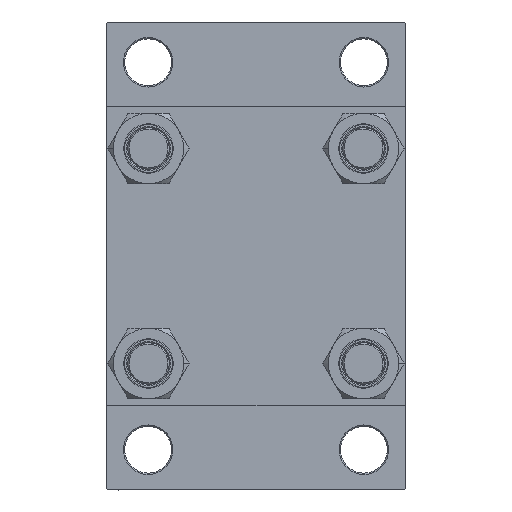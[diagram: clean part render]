
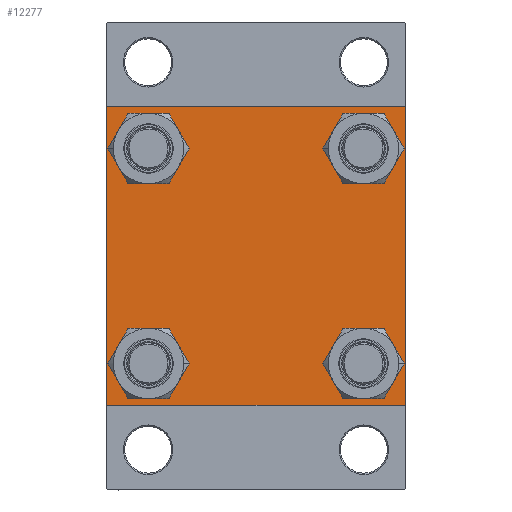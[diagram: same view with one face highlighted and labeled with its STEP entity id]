
A CAD part, left-side view. The second image highlights one B-rep face of the part: STEP entity #12277.
In plain terms, the highlighted planar face has unit normal (-1, 0, 0).
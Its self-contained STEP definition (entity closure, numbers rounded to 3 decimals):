
#455 = EDGE_CURVE ( 'NONE', #20536, #24845, #11650, .T. ) ;
#1145 = CARTESIAN_POINT ( 'NONE',  ( 0., 41.35, -32.85 ) ) ;
#1269 = AXIS2_PLACEMENT_3D ( 'NONE', #24982, #25716, #25972 ) ;
#1436 = ORIENTED_EDGE ( 'NONE', *, *, #30637, .T. ) ;
#1681 = AXIS2_PLACEMENT_3D ( 'NONE', #10694, #40323, #26340 ) ;
#1714 = VECTOR ( 'NONE', #3457, 1000. ) ;
#2316 = AXIS2_PLACEMENT_3D ( 'NONE', #43644, #6467, #32630 ) ;
#2676 = DIRECTION ( 'NONE',  ( 0., 0., -1. ) ) ;
#2755 = PLANE ( 'NONE',  #1269 ) ;
#2845 = DIRECTION ( 'NONE',  ( 0., -1., 0. ) ) ;
#3210 = VERTEX_POINT ( 'NONE', #41140 ) ;
#3238 = CIRCLE ( 'NONE', #1681, 8.5 ) ;
#3457 = DIRECTION ( 'NONE',  ( 0., 0.707, -0.707 ) ) ;
#3620 = CARTESIAN_POINT ( 'NONE',  ( 0., -41.35, -49.85 ) ) ;
#3627 = EDGE_CURVE ( 'NONE', #24845, #20536, #5519, .T. ) ;
#3707 = CARTESIAN_POINT ( 'NONE',  ( 0., -41.35, 49.85 ) ) ;
#3771 = DIRECTION ( 'NONE',  ( 1., 0., 0. ) ) ;
#3867 = VECTOR ( 'NONE', #26070, 1000. ) ;
#4226 = LINE ( 'NONE', #8379, #17076 ) ;
#4301 = EDGE_CURVE ( 'NONE', #22684, #18173, #26678, .T. ) ;
#4932 = VERTEX_POINT ( 'NONE', #37844 ) ;
#5192 = DIRECTION ( 'NONE',  ( 0., 0., 1. ) ) ;
#5492 = VERTEX_POINT ( 'NONE', #35608 ) ;
#5519 = CIRCLE ( 'NONE', #23482, 8.5 ) ;
#5807 = EDGE_LOOP ( 'NONE', ( #32322, #1436 ) ) ;
#6262 = CIRCLE ( 'NONE', #7846, 8.5 ) ;
#6467 = DIRECTION ( 'NONE',  ( 1., 0., 0. ) ) ;
#6553 = VERTEX_POINT ( 'NONE', #44887 ) ;
#6699 = CARTESIAN_POINT ( 'NONE',  ( 0., 57., 57.5 ) ) ;
#7477 = VERTEX_POINT ( 'NONE', #7702 ) ;
#7702 = CARTESIAN_POINT ( 'NONE',  ( 0., 57.5, 57. ) ) ;
#7730 = EDGE_CURVE ( 'NONE', #6553, #5492, #46305, .T. ) ;
#7846 = AXIS2_PLACEMENT_3D ( 'NONE', #48195, #36950, #29598 ) ;
#8078 = ORIENTED_EDGE ( 'NONE', *, *, #10794, .T. ) ;
#8379 = CARTESIAN_POINT ( 'NONE',  ( 0., 57.25, -57.25 ) ) ;
#9920 = ORIENTED_EDGE ( 'NONE', *, *, #27872, .T. ) ;
#10291 = LINE ( 'NONE', #41124, #1714 ) ;
#10328 = FACE_OUTER_BOUND ( 'NONE', #46484, .T. ) ;
#10441 = DIRECTION ( 'NONE',  ( 1., 0., 0. ) ) ;
#10694 = CARTESIAN_POINT ( 'NONE',  ( 0., 41.35, -41.35 ) ) ;
#10794 = EDGE_CURVE ( 'NONE', #10883, #3210, #26312, .T. ) ;
#10883 = VERTEX_POINT ( 'NONE', #1145 ) ;
#11065 = DIRECTION ( 'NONE',  ( 1., 0., 0. ) ) ;
#11618 = ORIENTED_EDGE ( 'NONE', *, *, #15394, .T. ) ;
#11650 = CIRCLE ( 'NONE', #2316, 8.5 ) ;
#11692 = CARTESIAN_POINT ( 'NONE',  ( 0., -41.35, -41.35 ) ) ;
#11913 = CARTESIAN_POINT ( 'NONE',  ( 0., -57.25, 57.25 ) ) ;
#12277 = ADVANCED_FACE ( 'NONE', ( #40920, #14240, #18615, #44095, #10328 ), #2755, .T. ) ;
#13445 = ORIENTED_EDGE ( 'NONE', *, *, #13554, .T. ) ;
#13554 = EDGE_CURVE ( 'NONE', #4932, #26084, #17841, .T. ) ;
#14098 = CARTESIAN_POINT ( 'NONE',  ( 0., 41.35, -41.35 ) ) ;
#14240 = FACE_BOUND ( 'NONE', #36783, .T. ) ;
#14334 = LINE ( 'NONE', #29265, #22039 ) ;
#14985 = CARTESIAN_POINT ( 'NONE',  ( 0., 41.35, 41.35 ) ) ;
#15394 = EDGE_CURVE ( 'NONE', #7477, #22876, #27537, .T. ) ;
#15734 = CARTESIAN_POINT ( 'NONE',  ( 0., -41.35, 41.35 ) ) ;
#17076 = VECTOR ( 'NONE', #19854, 1000. ) ;
#17680 = EDGE_CURVE ( 'NONE', #22876, #21273, #4226, .T. ) ;
#17841 = LINE ( 'NONE', #32775, #21579 ) ;
#17985 = VECTOR ( 'NONE', #23141, 1000. ) ;
#18173 = VERTEX_POINT ( 'NONE', #20743 ) ;
#18615 = FACE_BOUND ( 'NONE', #24815, .T. ) ;
#19631 = VERTEX_POINT ( 'NONE', #32033 ) ;
#19854 = DIRECTION ( 'NONE',  ( 0., -0.707, -0.707 ) ) ;
#20410 = ORIENTED_EDGE ( 'NONE', *, *, #40078, .F. ) ;
#20536 = VERTEX_POINT ( 'NONE', #32582 ) ;
#20743 = CARTESIAN_POINT ( 'NONE',  ( 0., -41.35, 32.85 ) ) ;
#21225 = ORIENTED_EDGE ( 'NONE', *, *, #17680, .T. ) ;
#21273 = VERTEX_POINT ( 'NONE', #30198 ) ;
#21579 = VECTOR ( 'NONE', #29121, 1000. ) ;
#21894 = EDGE_CURVE ( 'NONE', #18173, #22684, #6262, .T. ) ;
#21951 = AXIS2_PLACEMENT_3D ( 'NONE', #15734, #3771, #33604 ) ;
#22039 = VECTOR ( 'NONE', #2845, 1000. ) ;
#22684 = VERTEX_POINT ( 'NONE', #3707 ) ;
#22834 = AXIS2_PLACEMENT_3D ( 'NONE', #23998, #45810, #5192 ) ;
#22876 = VERTEX_POINT ( 'NONE', #32271 ) ;
#23141 = DIRECTION ( 'NONE',  ( 0., 0.707, 0.707 ) ) ;
#23482 = AXIS2_PLACEMENT_3D ( 'NONE', #11692, #41813, #30067 ) ;
#23998 = CARTESIAN_POINT ( 'NONE',  ( 0., 41.35, 41.35 ) ) ;
#24480 = ORIENTED_EDGE ( 'NONE', *, *, #21894, .T. ) ;
#24815 = EDGE_LOOP ( 'NONE', ( #8078, #9920 ) ) ;
#24845 = VERTEX_POINT ( 'NONE', #3620 ) ;
#24982 = CARTESIAN_POINT ( 'NONE',  ( 0., 0., 0. ) ) ;
#25187 = AXIS2_PLACEMENT_3D ( 'NONE', #14985, #11065, #44838 ) ;
#25574 = CARTESIAN_POINT ( 'NONE',  ( 0., 57.5, -57.5 ) ) ;
#25716 = DIRECTION ( 'NONE',  ( -1., 0., 0. ) ) ;
#25972 = DIRECTION ( 'NONE',  ( 0., 0., 1. ) ) ;
#26070 = DIRECTION ( 'NONE',  ( 0., -1., 0. ) ) ;
#26084 = VERTEX_POINT ( 'NONE', #46341 ) ;
#26300 = LINE ( 'NONE', #25574, #3867 ) ;
#26312 = CIRCLE ( 'NONE', #44206, 8.5 ) ;
#26340 = DIRECTION ( 'NONE',  ( 0., 0., 1. ) ) ;
#26678 = CIRCLE ( 'NONE', #21951, 8.5 ) ;
#27537 = LINE ( 'NONE', #28008, #31066 ) ;
#27827 = ORIENTED_EDGE ( 'NONE', *, *, #4301, .T. ) ;
#27872 = EDGE_CURVE ( 'NONE', #3210, #10883, #3238, .T. ) ;
#28008 = CARTESIAN_POINT ( 'NONE',  ( 0., 57.5, 57.5 ) ) ;
#29121 = DIRECTION ( 'NONE',  ( 0., -0.707, 0.707 ) ) ;
#29265 = CARTESIAN_POINT ( 'NONE',  ( 0., 57.5, 57.5 ) ) ;
#29457 = EDGE_CURVE ( 'NONE', #31420, #7477, #10291, .T. ) ;
#29598 = DIRECTION ( 'NONE',  ( 0., 0., 1. ) ) ;
#30039 = LINE ( 'NONE', #11913, #17985 ) ;
#30067 = DIRECTION ( 'NONE',  ( 0., 0., 1. ) ) ;
#30151 = EDGE_CURVE ( 'NONE', #31420, #19631, #14334, .T. ) ;
#30198 = CARTESIAN_POINT ( 'NONE',  ( 0., 57., -57.5 ) ) ;
#30637 = EDGE_CURVE ( 'NONE', #5492, #6553, #40084, .T. ) ;
#31066 = VECTOR ( 'NONE', #31914, 1000. ) ;
#31420 = VERTEX_POINT ( 'NONE', #6699 ) ;
#31914 = DIRECTION ( 'NONE',  ( 0., 0., -1. ) ) ;
#32033 = CARTESIAN_POINT ( 'NONE',  ( 0., -57., 57.5 ) ) ;
#32271 = CARTESIAN_POINT ( 'NONE',  ( 0., 57.5, -57. ) ) ;
#32322 = ORIENTED_EDGE ( 'NONE', *, *, #7730, .T. ) ;
#32582 = CARTESIAN_POINT ( 'NONE',  ( 0., -41.35, -32.85 ) ) ;
#32630 = DIRECTION ( 'NONE',  ( 0., 0., 1. ) ) ;
#32775 = CARTESIAN_POINT ( 'NONE',  ( 0., -57.25, -57.25 ) ) ;
#33014 = ORIENTED_EDGE ( 'NONE', *, *, #3627, .T. ) ;
#33604 = DIRECTION ( 'NONE',  ( 0., 0., 1. ) ) ;
#35608 = CARTESIAN_POINT ( 'NONE',  ( 0., 41.35, 32.85 ) ) ;
#35644 = ORIENTED_EDGE ( 'NONE', *, *, #455, .T. ) ;
#36614 = DIRECTION ( 'NONE',  ( 0., 0., 1. ) ) ;
#36783 = EDGE_LOOP ( 'NONE', ( #35644, #33014 ) ) ;
#36950 = DIRECTION ( 'NONE',  ( 1., 0., 0. ) ) ;
#37626 = EDGE_CURVE ( 'NONE', #21273, #4932, #26300, .T. ) ;
#37844 = CARTESIAN_POINT ( 'NONE',  ( 0., -57., -57.5 ) ) ;
#39076 = CARTESIAN_POINT ( 'NONE',  ( 0., -57.5, 57. ) ) ;
#39899 = VECTOR ( 'NONE', #2676, 1000. ) ;
#40078 = EDGE_CURVE ( 'NONE', #40364, #26084, #40104, .T. ) ;
#40084 = CIRCLE ( 'NONE', #22834, 8.5 ) ;
#40104 = LINE ( 'NONE', #47186, #39899 ) ;
#40323 = DIRECTION ( 'NONE',  ( 1., 0., 0. ) ) ;
#40364 = VERTEX_POINT ( 'NONE', #39076 ) ;
#40920 = FACE_BOUND ( 'NONE', #47170, .T. ) ;
#41124 = CARTESIAN_POINT ( 'NONE',  ( 0., 57.25, 57.25 ) ) ;
#41140 = CARTESIAN_POINT ( 'NONE',  ( 0., 41.35, -49.85 ) ) ;
#41813 = DIRECTION ( 'NONE',  ( 1., 0., 0. ) ) ;
#43059 = EDGE_CURVE ( 'NONE', #40364, #19631, #30039, .T. ) ;
#43644 = CARTESIAN_POINT ( 'NONE',  ( 0., -41.35, -41.35 ) ) ;
#44095 = FACE_BOUND ( 'NONE', #5807, .T. ) ;
#44206 = AXIS2_PLACEMENT_3D ( 'NONE', #14098, #10441, #36614 ) ;
#44242 = ORIENTED_EDGE ( 'NONE', *, *, #29457, .T. ) ;
#44838 = DIRECTION ( 'NONE',  ( 0., 0., 1. ) ) ;
#44887 = CARTESIAN_POINT ( 'NONE',  ( 0., 41.35, 49.85 ) ) ;
#45434 = ORIENTED_EDGE ( 'NONE', *, *, #43059, .T. ) ;
#45810 = DIRECTION ( 'NONE',  ( 1., 0., 0. ) ) ;
#46116 = ORIENTED_EDGE ( 'NONE', *, *, #37626, .T. ) ;
#46305 = CIRCLE ( 'NONE', #25187, 8.5 ) ;
#46341 = CARTESIAN_POINT ( 'NONE',  ( 0., -57.5, -57. ) ) ;
#46484 = EDGE_LOOP ( 'NONE', ( #11618, #21225, #46116, #13445, #20410, #45434, #48155, #44242 ) ) ;
#47170 = EDGE_LOOP ( 'NONE', ( #27827, #24480 ) ) ;
#47186 = CARTESIAN_POINT ( 'NONE',  ( 0., -57.5, 57.5 ) ) ;
#48155 = ORIENTED_EDGE ( 'NONE', *, *, #30151, .F. ) ;
#48195 = CARTESIAN_POINT ( 'NONE',  ( 0., -41.35, 41.35 ) ) ;
